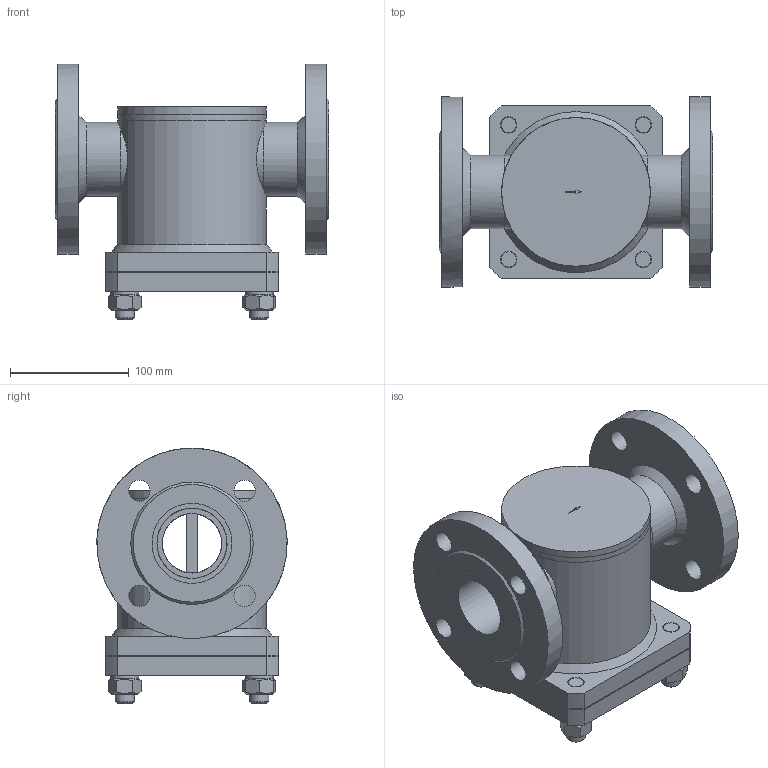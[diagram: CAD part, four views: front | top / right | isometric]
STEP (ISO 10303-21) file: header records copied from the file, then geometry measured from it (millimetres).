
FILE_DESCRIPTION((''),'2;1');
FILE_NAME('ФБ93 010 050 000.stp','2015-03-10T11:49:10',('��������'),(''),'Autodesk Inventor 2013','Autodesk Inventor 2013','');
FILE_SCHEMA(('CONFIG_CONTROL_DESIGN'));
Length unit declared in the file: millimetre
Products named in the file (20): ФБ93 010 050 000; ФБ10 001 050 020; ФБ10 001 050 020_Сварные швы; ФБ10 001 050 025; ФБ10 001 050 024; ФБ10 001 050 027; ФБ10 001 050 027_1; ФБ10 001 050 021; ФБ10 001 050 026; ФБ10 001 050 026_1; ФБ10 001 050 002; ФБ93 010 050 010; ФБ93 010 050 030; ФБ93 010 050 031; ФБ10 001 050 011; ФБ10 001 050 003; Шайба ГОСТ 6402-70 16 N; Гайка ГОСТ 5915-70 M16; ФБ10 001 050 004; ФБ10 001 050 001
Assembly tree (28 placements, depth 4):
  ФБ93 010 050 000
    ФБ10 001 050 020
      ФБ10 001 050 020_Сварные швы
      ФБ10 001 050 025
      ФБ10 001 050 024
      ФБ10 001 050 027
      ФБ10 001 050 027_1
      ФБ10 001 050 021
      ФБ10 001 050 026
      ФБ10 001 050 026_1
    ФБ10 001 050 002
    ФБ93 010 050 010
      ФБ93 010 050 030
        ФБ93 010 050 031
        ФБ10 001 050 011
    ФБ10 001 050 003
    Шайба ГОСТ 6402-70 16 N  x4
    Гайка ГОСТ 5915-70 M16  x4
    ФБ10 001 050 004  x4
    ФБ10 001 050 001
Bounding box: 230 x 160 x 215 mm (x, y, z)
Volume: 1594674.1 mm3; surface area: 483564 mm2
Topology: 35 solids, 35 shells, 290 faces, 653 edges, 433 vertices
Faces by surface type: plane 135, cylinder 82, cone 64, bspline 9
Full cylindrical faces by diameter (mm): 10 x3, 13.835 x8, 16 x4, 18 x12, 20 x1, 50 x4, 59 x6, 62 x4, 113 x2, 115 x1, 123 x3, 125 x3, 126 x1, 160 x2
Entity records: 7178 total; most frequent: CARTESIAN_POINT 1990, DIRECTION 1030, ORIENTED_EDGE 748, AXIS2_PLACEMENT_3D 451, EDGE_LOOP 382, EDGE_CURVE 374, VERTEX_POINT 294, FACE_OUTER_BOUND 218
